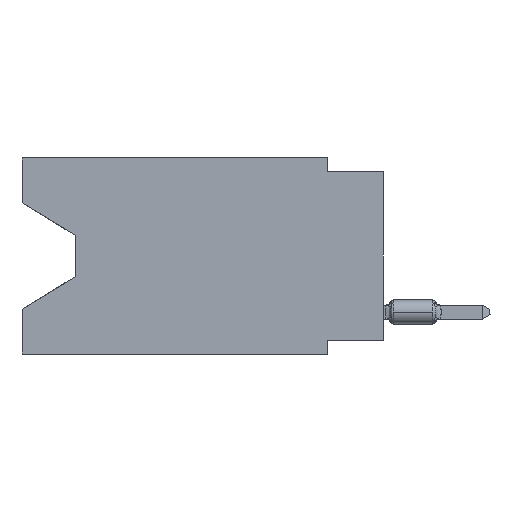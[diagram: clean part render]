
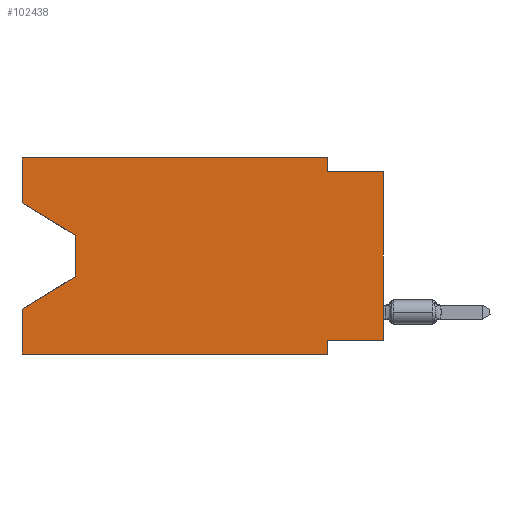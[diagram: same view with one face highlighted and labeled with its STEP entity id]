
A CAD part, left-side view. The second image highlights one B-rep face of the part: STEP entity #102438.
In plain terms, the highlighted planar face has unit normal (-1, 0, 0).
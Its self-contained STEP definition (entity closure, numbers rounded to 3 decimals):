
#234 = CARTESIAN_POINT ( 'NONE',  ( 0., 0., 0. ) ) ;
#3194 = ORIENTED_EDGE ( 'NONE', *, *, #11657, .T. ) ;
#3758 = ORIENTED_EDGE ( 'NONE', *, *, #98877, .T. ) ;
#4995 = LINE ( 'NONE', #28080, #73921 ) ;
#5081 = VERTEX_POINT ( 'NONE', #47088 ) ;
#6112 = DIRECTION ( 'NONE',  ( 0., 0., 1. ) ) ;
#9091 = EDGE_CURVE ( 'NONE', #65146, #67838, #45156, .T. ) ;
#10004 = DIRECTION ( 'NONE',  ( 0., 0.855, -0.519 ) ) ;
#11657 = EDGE_CURVE ( 'NONE', #65146, #103230, #71181, .T. ) ;
#14136 = DIRECTION ( 'NONE',  ( 0., 1., 0. ) ) ;
#14139 = VECTOR ( 'NONE', #10004, 1000. ) ;
#14643 = ORIENTED_EDGE ( 'NONE', *, *, #91849, .F. ) ;
#16399 = VERTEX_POINT ( 'NONE', #17404 ) ;
#17404 = CARTESIAN_POINT ( 'NONE',  ( 0., 16.383, -2.038 ) ) ;
#18062 = ORIENTED_EDGE ( 'NONE', *, *, #38610, .F. ) ;
#19918 = CARTESIAN_POINT ( 'NONE',  ( 0., 16.383, 0. ) ) ;
#20664 = CARTESIAN_POINT ( 'NONE',  ( 0., 16.383, 0. ) ) ;
#20752 = LINE ( 'NONE', #45511, #38262 ) ;
#21118 = CARTESIAN_POINT ( 'NONE',  ( 0., 16.383, -8.89 ) ) ;
#21493 = EDGE_CURVE ( 'NONE', #31272, #103230, #36668, .T. ) ;
#21533 = CARTESIAN_POINT ( 'NONE',  ( 0., 16.383, -8.89 ) ) ;
#23499 = VECTOR ( 'NONE', #81612, 1000. ) ;
#27122 = VECTOR ( 'NONE', #54537, 1000. ) ;
#28080 = CARTESIAN_POINT ( 'NONE',  ( 0., 16.383, -2.038 ) ) ;
#28255 = CARTESIAN_POINT ( 'NONE',  ( 0., 16.383, 0. ) ) ;
#28682 = LINE ( 'NONE', #55073, #27122 ) ;
#28689 = VECTOR ( 'NONE', #37592, 1000. ) ;
#30738 = CARTESIAN_POINT ( 'NONE',  ( 0., 0., -0.635 ) ) ;
#31272 = VERTEX_POINT ( 'NONE', #95250 ) ;
#34451 = DIRECTION ( 'NONE',  ( 0., -0.855, -0.519 ) ) ;
#36668 = LINE ( 'NONE', #45450, #77478 ) ;
#37592 = DIRECTION ( 'NONE',  ( 0., -1., 0. ) ) ;
#38262 = VECTOR ( 'NONE', #14136, 1000. ) ;
#38610 = EDGE_CURVE ( 'NONE', #16399, #51054, #79927, .T. ) ;
#41443 = LINE ( 'NONE', #50223, #89517 ) ;
#42851 = AXIS2_PLACEMENT_3D ( 'NONE', #19918, #60646, #84863 ) ;
#43542 = CARTESIAN_POINT ( 'NONE',  ( 0., 0., -8.255 ) ) ;
#43709 = ORIENTED_EDGE ( 'NONE', *, *, #21493, .F. ) ;
#45156 = LINE ( 'NONE', #106753, #100463 ) ;
#45450 = CARTESIAN_POINT ( 'NONE',  ( 0., 2.54, -8.89 ) ) ;
#45511 = CARTESIAN_POINT ( 'NONE',  ( 0., 0., -8.255 ) ) ;
#47088 = CARTESIAN_POINT ( 'NONE',  ( 0., 13.97, -5.385 ) ) ;
#50223 = CARTESIAN_POINT ( 'NONE',  ( 0., 0., -0.635 ) ) ;
#51054 = VERTEX_POINT ( 'NONE', #20664 ) ;
#53233 = VERTEX_POINT ( 'NONE', #82537 ) ;
#53889 = VERTEX_POINT ( 'NONE', #80851 ) ;
#54537 = DIRECTION ( 'NONE',  ( 0., 0., -1. ) ) ;
#55073 = CARTESIAN_POINT ( 'NONE',  ( 0., 13.97, -3.505 ) ) ;
#60646 = DIRECTION ( 'NONE',  ( 1., 0., 0. ) ) ;
#62766 = LINE ( 'NONE', #80374, #89680 ) ;
#64435 = ORIENTED_EDGE ( 'NONE', *, *, #66698, .F. ) ;
#65146 = VERTEX_POINT ( 'NONE', #21533 ) ;
#65161 = CARTESIAN_POINT ( 'NONE',  ( 0., 16.383, -6.852 ) ) ;
#66698 = EDGE_CURVE ( 'NONE', #76052, #88104, #41443, .T. ) ;
#67231 = CARTESIAN_POINT ( 'NONE',  ( 0., 13.97, -5.385 ) ) ;
#67321 = ORIENTED_EDGE ( 'NONE', *, *, #9091, .F. ) ;
#67838 = VERTEX_POINT ( 'NONE', #65161 ) ;
#67961 = EDGE_CURVE ( 'NONE', #83120, #88104, #83820, .T. ) ;
#68349 = PLANE ( 'NONE',  #42851 ) ;
#68851 = LINE ( 'NONE', #67231, #14139 ) ;
#69742 = VECTOR ( 'NONE', #71125, 1000. ) ;
#69765 = CARTESIAN_POINT ( 'NONE',  ( 0., 2.54, -0.635 ) ) ;
#70080 = LINE ( 'NONE', #28255, #28689 ) ;
#70221 = DIRECTION ( 'NONE',  ( 0., 0., -1. ) ) ;
#71125 = DIRECTION ( 'NONE',  ( 0., 0., 1. ) ) ;
#71181 = LINE ( 'NONE', #21118, #23499 ) ;
#71910 = VECTOR ( 'NONE', #91001, 1000. ) ;
#73921 = VECTOR ( 'NONE', #34451, 1000. ) ;
#74253 = ORIENTED_EDGE ( 'NONE', *, *, #92982, .T. ) ;
#76052 = VERTEX_POINT ( 'NONE', #69765 ) ;
#77478 = VECTOR ( 'NONE', #70221, 1000. ) ;
#79927 = LINE ( 'NONE', #89815, #69742 ) ;
#80374 = CARTESIAN_POINT ( 'NONE',  ( 0., 2.54, 0. ) ) ;
#80851 = CARTESIAN_POINT ( 'NONE',  ( 0., 2.54, 0. ) ) ;
#81612 = DIRECTION ( 'NONE',  ( 0., -1., 0. ) ) ;
#82321 = EDGE_LOOP ( 'NONE', ( #3758, #74253, #106166, #67321, #3194, #43709, #101484, #87586, #64435, #103848, #14643, #18062 ) ) ;
#82537 = CARTESIAN_POINT ( 'NONE',  ( 0., 13.97, -3.505 ) ) ;
#83120 = VERTEX_POINT ( 'NONE', #43542 ) ;
#83820 = LINE ( 'NONE', #234, #71910 ) ;
#84336 = DIRECTION ( 'NONE',  ( 0., -1., 0. ) ) ;
#84863 = DIRECTION ( 'NONE',  ( 0., 0., -1. ) ) ;
#87586 = ORIENTED_EDGE ( 'NONE', *, *, #67961, .T. ) ;
#88104 = VERTEX_POINT ( 'NONE', #30738 ) ;
#88214 = EDGE_CURVE ( 'NONE', #5081, #67838, #68851, .T. ) ;
#88324 = EDGE_CURVE ( 'NONE', #53889, #76052, #62766, .T. ) ;
#89517 = VECTOR ( 'NONE', #84336, 1000. ) ;
#89680 = VECTOR ( 'NONE', #95782, 1000. ) ;
#89815 = CARTESIAN_POINT ( 'NONE',  ( 0., 16.383, 0. ) ) ;
#91001 = DIRECTION ( 'NONE',  ( 0., 0., 1. ) ) ;
#91849 = EDGE_CURVE ( 'NONE', #51054, #53889, #70080, .T. ) ;
#92982 = EDGE_CURVE ( 'NONE', #53233, #5081, #28682, .T. ) ;
#95250 = CARTESIAN_POINT ( 'NONE',  ( 0., 2.54, -8.255 ) ) ;
#95782 = DIRECTION ( 'NONE',  ( 0., 0., -1. ) ) ;
#96301 = EDGE_CURVE ( 'NONE', #83120, #31272, #20752, .T. ) ;
#98877 = EDGE_CURVE ( 'NONE', #16399, #53233, #4995, .T. ) ;
#100463 = VECTOR ( 'NONE', #6112, 1000. ) ;
#101484 = ORIENTED_EDGE ( 'NONE', *, *, #96301, .F. ) ;
#102438 = ADVANCED_FACE ( 'NONE', ( #102991 ), #68349, .F. ) ;
#102595 = CARTESIAN_POINT ( 'NONE',  ( 0., 2.54, -8.89 ) ) ;
#102991 = FACE_OUTER_BOUND ( 'NONE', #82321, .T. ) ;
#103230 = VERTEX_POINT ( 'NONE', #102595 ) ;
#103848 = ORIENTED_EDGE ( 'NONE', *, *, #88324, .F. ) ;
#106166 = ORIENTED_EDGE ( 'NONE', *, *, #88214, .T. ) ;
#106753 = CARTESIAN_POINT ( 'NONE',  ( 0., 16.383, 0. ) ) ;
